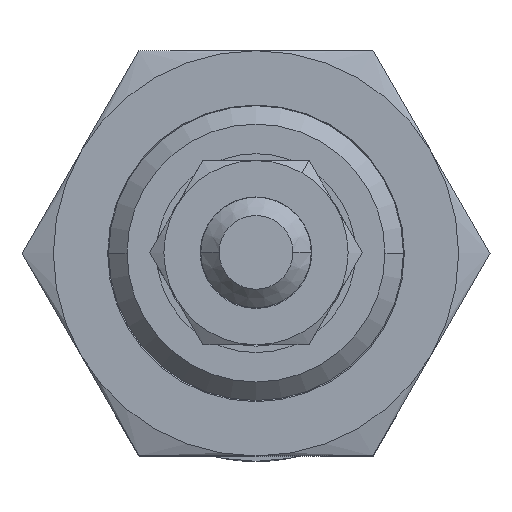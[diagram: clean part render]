
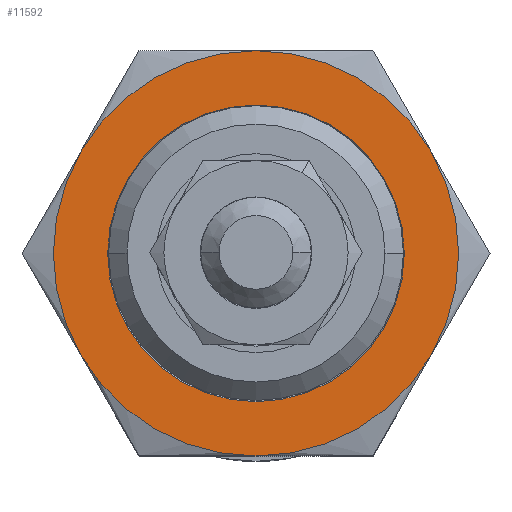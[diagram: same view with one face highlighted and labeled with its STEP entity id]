
A CAD part, top view. The second image highlights one B-rep face of the part: STEP entity #11592.
In plain terms, the highlighted planar face has unit normal (0, 0, 1).
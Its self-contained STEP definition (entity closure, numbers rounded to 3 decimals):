
#3 = DIRECTION ( 'NONE',  ( 0., 0., -1. ) ) ;
#150 = DIRECTION ( 'NONE',  ( 0., 1., 0. ) ) ;
#1310 = DIRECTION ( 'NONE',  ( 0., 0., -1. ) ) ;
#1499 = DIRECTION ( 'NONE',  ( 0., 1., 0. ) ) ;
#1558 = AXIS2_PLACEMENT_3D ( 'NONE', #3502, #18993, #3613 ) ;
#1689 = CARTESIAN_POINT ( 'NONE',  ( 0., -11., 463. ) ) ;
#1707 = CARTESIAN_POINT ( 'NONE',  ( 0., 0., 463. ) ) ;
#1726 = CIRCLE ( 'NONE', #6873, 11. ) ;
#1957 = FACE_BOUND ( 'NONE', #10618, .T. ) ;
#2224 = ORIENTED_EDGE ( 'NONE', *, *, #16259, .F. ) ;
#2655 = CARTESIAN_POINT ( 'NONE',  ( 9.526, -5.5, 463. ) ) ;
#2790 = DIRECTION ( 'NONE',  ( 0., 1., 0. ) ) ;
#2876 = ORIENTED_EDGE ( 'NONE', *, *, #19971, .F. ) ;
#3052 = AXIS2_PLACEMENT_3D ( 'NONE', #11348, #21110, #11219 ) ;
#3502 = CARTESIAN_POINT ( 'NONE',  ( 0., 0., 463. ) ) ;
#3613 = DIRECTION ( 'NONE',  ( 0., 1., 0. ) ) ;
#3819 = DIRECTION ( 'NONE',  ( 0., 0., -1. ) ) ;
#4041 = VERTEX_POINT ( 'NONE', #2655 ) ;
#4785 = CARTESIAN_POINT ( 'NONE',  ( 0., 0., 463. ) ) ;
#6516 = DIRECTION ( 'NONE',  ( 0., 0., -1. ) ) ;
#6687 = ORIENTED_EDGE ( 'NONE', *, *, #16558, .F. ) ;
#6721 = EDGE_CURVE ( 'NONE', #6913, #14446, #12875, .T. ) ;
#6873 = AXIS2_PLACEMENT_3D ( 'NONE', #17010, #3, #11442 ) ;
#6913 = VERTEX_POINT ( 'NONE', #10060 ) ;
#7100 = ORIENTED_EDGE ( 'NONE', *, *, #12694, .F. ) ;
#7248 = CIRCLE ( 'NONE', #21103, 8.05 ) ;
#7310 = CARTESIAN_POINT ( 'NONE',  ( 0., -8.05, 463. ) ) ;
#8646 = AXIS2_PLACEMENT_3D ( 'NONE', #1707, #3819, #22791 ) ;
#8857 = CIRCLE ( 'NONE', #19531, 8.05 ) ;
#8957 = CARTESIAN_POINT ( 'NONE',  ( 0., 0., 463. ) ) ;
#9285 = PLANE ( 'NONE',  #8646 ) ;
#9356 = DIRECTION ( 'NONE',  ( 0., 0., -1. ) ) ;
#9553 = AXIS2_PLACEMENT_3D ( 'NONE', #4785, #14233, #21783 ) ;
#10060 = CARTESIAN_POINT ( 'NONE',  ( -9.526, 5.5, 463. ) ) ;
#10152 = ORIENTED_EDGE ( 'NONE', *, *, #6721, .F. ) ;
#10618 = EDGE_LOOP ( 'NONE', ( #21048, #16836 ) ) ;
#11219 = DIRECTION ( 'NONE',  ( 0., 1., 0. ) ) ;
#11348 = CARTESIAN_POINT ( 'NONE',  ( 0., 0., 463. ) ) ;
#11442 = DIRECTION ( 'NONE',  ( 0., 1., 0. ) ) ;
#11471 = CARTESIAN_POINT ( 'NONE',  ( 0., 0., 463. ) ) ;
#11592 = ADVANCED_FACE ( 'NONE', ( #1957, #24406 ), #9285, .F. ) ;
#11655 = CARTESIAN_POINT ( 'NONE',  ( 9.526, 5.5, 463. ) ) ;
#11789 = CARTESIAN_POINT ( 'NONE',  ( 0., 11., 463. ) ) ;
#11994 = CARTESIAN_POINT ( 'NONE',  ( 0., 0., 463. ) ) ;
#12267 = CIRCLE ( 'NONE', #1558, 11. ) ;
#12694 = EDGE_CURVE ( 'NONE', #14650, #23674, #12267, .T. ) ;
#12875 = CIRCLE ( 'NONE', #16828, 11. ) ;
#13373 = EDGE_CURVE ( 'NONE', #23674, #6913, #20245, .T. ) ;
#14233 = DIRECTION ( 'NONE',  ( 0., 0., -1. ) ) ;
#14446 = VERTEX_POINT ( 'NONE', #11789 ) ;
#14650 = VERTEX_POINT ( 'NONE', #1689 ) ;
#15024 = EDGE_LOOP ( 'NONE', ( #2224, #10152, #24044, #7100, #6687, #2876 ) ) ;
#15900 = VERTEX_POINT ( 'NONE', #16965 ) ;
#16259 = EDGE_CURVE ( 'NONE', #14446, #22724, #23256, .T. ) ;
#16558 = EDGE_CURVE ( 'NONE', #4041, #14650, #18763, .T. ) ;
#16754 = CARTESIAN_POINT ( 'NONE',  ( -9.526, -5.5, 463. ) ) ;
#16828 = AXIS2_PLACEMENT_3D ( 'NONE', #11994, #6516, #2790 ) ;
#16836 = ORIENTED_EDGE ( 'NONE', *, *, #17339, .T. ) ;
#16965 = CARTESIAN_POINT ( 'NONE',  ( 0., 8.05, 463. ) ) ;
#17010 = CARTESIAN_POINT ( 'NONE',  ( 0., 0., 463. ) ) ;
#17339 = EDGE_CURVE ( 'NONE', #15900, #19285, #7248, .T. ) ;
#17939 = CARTESIAN_POINT ( 'NONE',  ( 0., 0., 463. ) ) ;
#18067 = DIRECTION ( 'NONE',  ( 0., 1., 0. ) ) ;
#18763 = CIRCLE ( 'NONE', #22307, 11. ) ;
#18993 = DIRECTION ( 'NONE',  ( 0., 0., -1. ) ) ;
#19285 = VERTEX_POINT ( 'NONE', #7310 ) ;
#19531 = AXIS2_PLACEMENT_3D ( 'NONE', #17939, #1310, #18067 ) ;
#19971 = EDGE_CURVE ( 'NONE', #22724, #4041, #1726, .T. ) ;
#20245 = CIRCLE ( 'NONE', #9553, 11. ) ;
#21048 = ORIENTED_EDGE ( 'NONE', *, *, #21617, .T. ) ;
#21103 = AXIS2_PLACEMENT_3D ( 'NONE', #11471, #9356, #150 ) ;
#21110 = DIRECTION ( 'NONE',  ( 0., 0., -1. ) ) ;
#21617 = EDGE_CURVE ( 'NONE', #19285, #15900, #8857, .T. ) ;
#21783 = DIRECTION ( 'NONE',  ( 0., 1., 0. ) ) ;
#21829 = DIRECTION ( 'NONE',  ( 0., 0., -1. ) ) ;
#22307 = AXIS2_PLACEMENT_3D ( 'NONE', #8957, #21829, #1499 ) ;
#22724 = VERTEX_POINT ( 'NONE', #11655 ) ;
#22791 = DIRECTION ( 'NONE',  ( 0., 1., 0. ) ) ;
#23256 = CIRCLE ( 'NONE', #3052, 11. ) ;
#23674 = VERTEX_POINT ( 'NONE', #16754 ) ;
#24044 = ORIENTED_EDGE ( 'NONE', *, *, #13373, .F. ) ;
#24406 = FACE_OUTER_BOUND ( 'NONE', #15024, .T. ) ;
